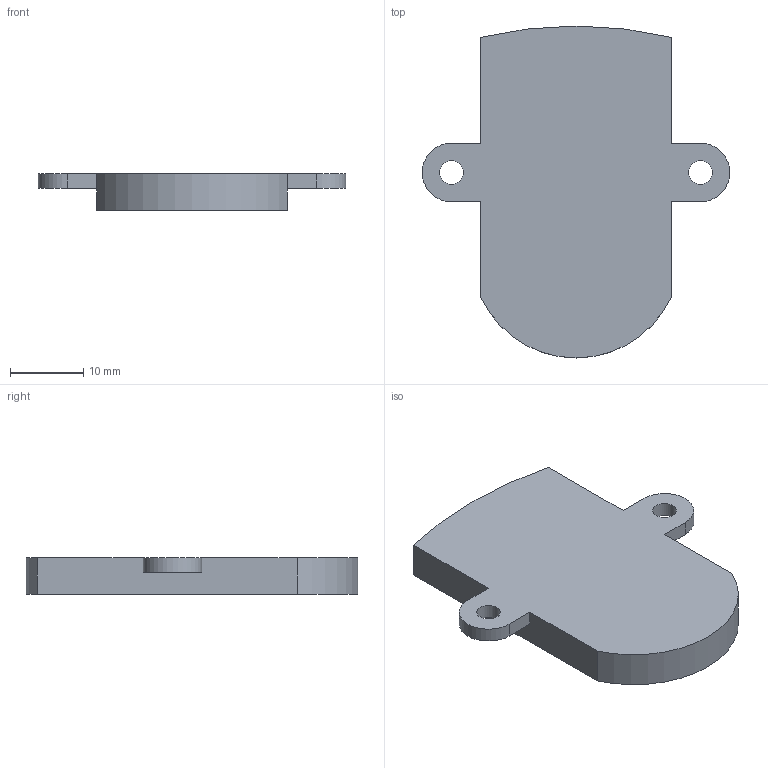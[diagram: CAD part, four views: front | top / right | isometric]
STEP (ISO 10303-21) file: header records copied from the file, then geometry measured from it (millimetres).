
FILE_DESCRIPTION(/* description */ (''),/* implementation_level */ '2;1');
FILE_NAME(/* name */ 'ProbeHolderAdaptor.step',/* time_stamp */ '2025-04-06T09:44:37-07:00',/* author */ (''),/* organization */ (''),/* preprocessor_version */ 'ST-DEVELOPER v20.1',/* originating_system */ 'Autodesk Translation Framework v14.4.0.0',/* authorisation */ '');
FILE_SCHEMA (('AUTOMOTIVE_DESIGN { 1 0 10303 214 3 1 1 }'));
Length unit declared in the file: millimetre
Products named in the file (1): ProbeHolderAdaptor
Bounding box: 42 x 45.32 x 5 mm (x, y, z)
Volume: 5117.7 mm3; surface area: 3526.9 mm2
Topology: 1 solids, 1 shells, 29 faces, 63 edges, 42 vertices
Faces by surface type: plane 16, cylinder 12, sphere 1
Full cylindrical faces by diameter (mm): 3.2 x2, 6.2 x6
Entity records: 839 total; most frequent: DIRECTION 148, CARTESIAN_POINT 134, ORIENTED_EDGE 124, EDGE_CURVE 62, AXIS2_PLACEMENT_3D 56, VERTEX_POINT 42, EDGE_LOOP 40, LINE 36
